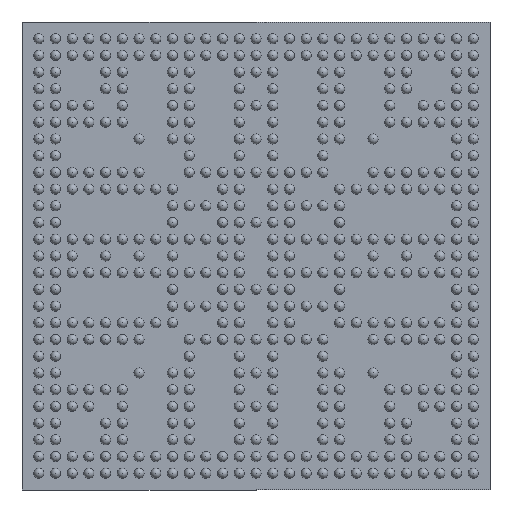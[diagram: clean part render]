
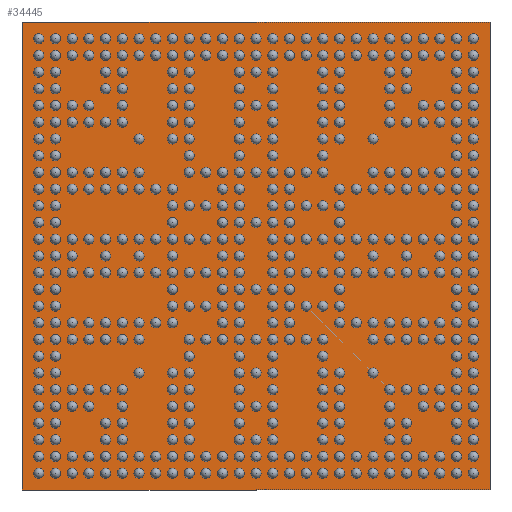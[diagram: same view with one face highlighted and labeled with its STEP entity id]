
A CAD part, front view. The second image highlights one B-rep face of the part: STEP entity #34445.
In plain terms, the highlighted planar face has unit normal (0, -1, 0).
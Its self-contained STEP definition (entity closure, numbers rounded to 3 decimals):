
#611 = EDGE_CURVE ( 'NONE', #30733, #20787, #13642, .T. ) ;
#1374 = ORIENTED_EDGE ( 'NONE', *, *, #13631, .T. ) ;
#1621 = DIRECTION ( 'NONE',  ( -1., 0., 0. ) ) ;
#1883 = VECTOR ( 'NONE', #14308, 1000. ) ;
#4352 = PLANE ( 'NONE',  #36410 ) ;
#4534 = CARTESIAN_POINT ( 'NONE',  ( -7., 0.23, -7. ) ) ;
#4609 = DIRECTION ( 'NONE',  ( 1., 0., 0. ) ) ;
#9901 = FACE_OUTER_BOUND ( 'NONE', #32744, .T. ) ;
#11078 = DIRECTION ( 'NONE',  ( 1., 0., 0. ) ) ;
#11218 = CARTESIAN_POINT ( 'NONE',  ( -7., 0.23, 7. ) ) ;
#12415 = EDGE_CURVE ( 'NONE', #34701, #30733, #17919, .T. ) ;
#13631 = EDGE_CURVE ( 'NONE', #34096, #34701, #23046, .T. ) ;
#13642 = LINE ( 'NONE', #32399, #22490 ) ;
#14308 = DIRECTION ( 'NONE',  ( 0., 0., -1. ) ) ;
#15222 = ORIENTED_EDGE ( 'NONE', *, *, #611, .T. ) ;
#17919 = LINE ( 'NONE', #26040, #23803 ) ;
#20787 = VERTEX_POINT ( 'NONE', #21207 ) ;
#21207 = CARTESIAN_POINT ( 'NONE',  ( -7., 0.23, 7. ) ) ;
#22080 = VECTOR ( 'NONE', #11078, 1000. ) ;
#22490 = VECTOR ( 'NONE', #1621, 1000. ) ;
#23021 = LINE ( 'NONE', #11218, #1883 ) ;
#23046 = LINE ( 'NONE', #4534, #22080 ) ;
#23803 = VECTOR ( 'NONE', #35224, 1000. ) ;
#23927 = EDGE_CURVE ( 'NONE', #20787, #34096, #23021, .T. ) ;
#26040 = CARTESIAN_POINT ( 'NONE',  ( 7., 0.23, 7. ) ) ;
#26655 = DIRECTION ( 'NONE',  ( 0., -1., 0. ) ) ;
#30571 = CARTESIAN_POINT ( 'NONE',  ( 7., 0.23, 7. ) ) ;
#30733 = VERTEX_POINT ( 'NONE', #30571 ) ;
#32399 = CARTESIAN_POINT ( 'NONE',  ( -7., 0.23, 7. ) ) ;
#32744 = EDGE_LOOP ( 'NONE', ( #33121, #15222, #32914, #1374 ) ) ;
#32914 = ORIENTED_EDGE ( 'NONE', *, *, #23927, .T. ) ;
#33073 = CARTESIAN_POINT ( 'NONE',  ( 0., 0.23, 0. ) ) ;
#33121 = ORIENTED_EDGE ( 'NONE', *, *, #12415, .T. ) ;
#33800 = CARTESIAN_POINT ( 'NONE',  ( -7., 0.23, -7. ) ) ;
#33880 = CARTESIAN_POINT ( 'NONE',  ( 7., 0.23, -7. ) ) ;
#34096 = VERTEX_POINT ( 'NONE', #33800 ) ;
#34445 = ADVANCED_FACE ( 'NONE', ( #9901 ), #4352, .T. ) ;
#34701 = VERTEX_POINT ( 'NONE', #33880 ) ;
#35224 = DIRECTION ( 'NONE',  ( 0., 0., 1. ) ) ;
#36410 = AXIS2_PLACEMENT_3D ( 'NONE', #33073, #26655, #4609 ) ;
